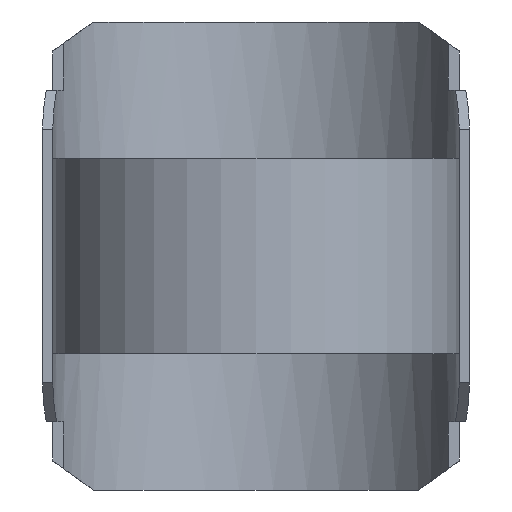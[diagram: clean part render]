
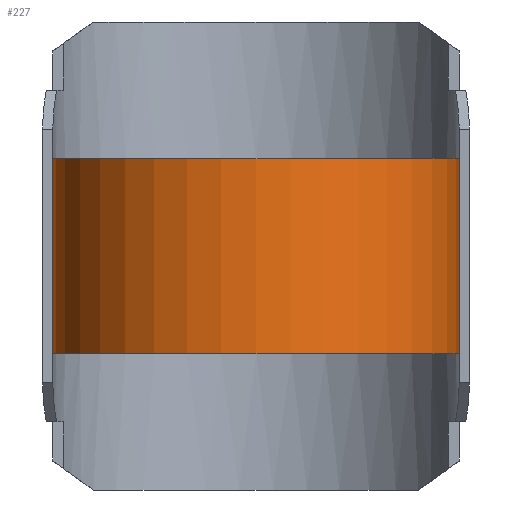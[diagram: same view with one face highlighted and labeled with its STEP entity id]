
A CAD part, front view. The second image highlights one B-rep face of the part: STEP entity #227.
In plain terms, the highlighted cylindrical face has radius 62.5 mm (diameter 125 mm), a partial arc.
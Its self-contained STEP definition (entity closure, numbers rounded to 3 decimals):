
#227 = ADVANCED_FACE( '', ( #622 ), #623, .T. );
#263 = VERTEX_POINT( '', #660 );
#397 = EDGE_CURVE( '', #561, #555, #810, .T. );
#399 = EDGE_CURVE( '', #263, #475, #812, .T. );
#475 = VERTEX_POINT( '', #897 );
#501 = EDGE_CURVE( '', #475, #561, #925, .T. );
#537 = EDGE_CURVE( '', #263, #555, #968, .T. );
#555 = VERTEX_POINT( '', #987 );
#561 = VERTEX_POINT( '', #994 );
#622 = FACE_OUTER_BOUND( '', #1053, .T. );
#623 = CYLINDRICAL_SURFACE( '', #1054, 62.5 );
#660 = CARTESIAN_POINT( '', ( -62.5, 0., 30. ) );
#810 = LINE( '', #1311, #1312 );
#812 = LINE( '', #1315, #1316 );
#897 = CARTESIAN_POINT( '', ( -62.5, 0., -30. ) );
#925 = CIRCLE( '', #1526, 62.5 );
#968 = CIRCLE( '', #1579, 62.5 );
#987 = CARTESIAN_POINT( '', ( 62.5, 0., 30. ) );
#994 = CARTESIAN_POINT( '', ( 62.5, 0., -30. ) );
#1053 = EDGE_LOOP( '', ( #1739, #1740, #1741, #1742 ) );
#1054 = AXIS2_PLACEMENT_3D( '', #1743, #1744, #1745 );
#1311 = CARTESIAN_POINT( '', ( 62.5, 0., 0. ) );
#1312 = VECTOR( '', #1975, 1. );
#1315 = CARTESIAN_POINT( '', ( -62.5, 0., 0. ) );
#1316 = VECTOR( '', #1976, 1. );
#1526 = AXIS2_PLACEMENT_3D( '', #2099, #2100, #2101 );
#1579 = AXIS2_PLACEMENT_3D( '', #2165, #2166, #2167 );
#1739 = ORIENTED_EDGE( '', *, *, #397, .T. );
#1740 = ORIENTED_EDGE( '', *, *, #537, .F. );
#1741 = ORIENTED_EDGE( '', *, *, #399, .T. );
#1742 = ORIENTED_EDGE( '', *, *, #501, .T. );
#1743 = CARTESIAN_POINT( '', ( 0., 0., 30. ) );
#1744 = DIRECTION( '', ( 0., 0., 1. ) );
#1745 = DIRECTION( '', ( 1., 0., 0. ) );
#1975 = DIRECTION( '', ( 0., 0., 1. ) );
#1976 = DIRECTION( '', ( 0., 0., -1. ) );
#2099 = CARTESIAN_POINT( '', ( 0., 0., -30. ) );
#2100 = DIRECTION( '', ( 0., 0., 1. ) );
#2101 = DIRECTION( '', ( 1., 0., 0. ) );
#2165 = CARTESIAN_POINT( '', ( 0., 0., 30. ) );
#2166 = DIRECTION( '', ( 0., 0., 1. ) );
#2167 = DIRECTION( '', ( 1., 0., 0. ) );
